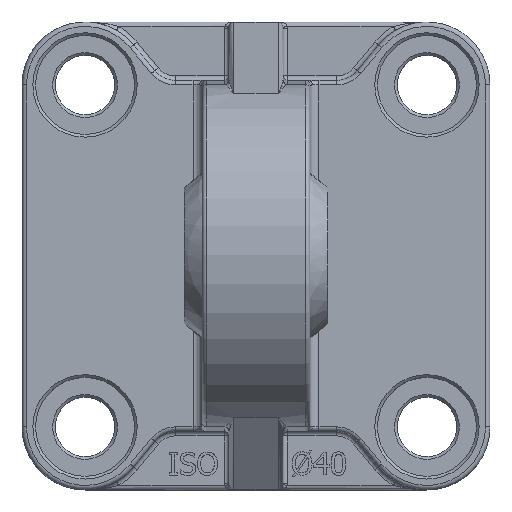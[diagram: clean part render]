
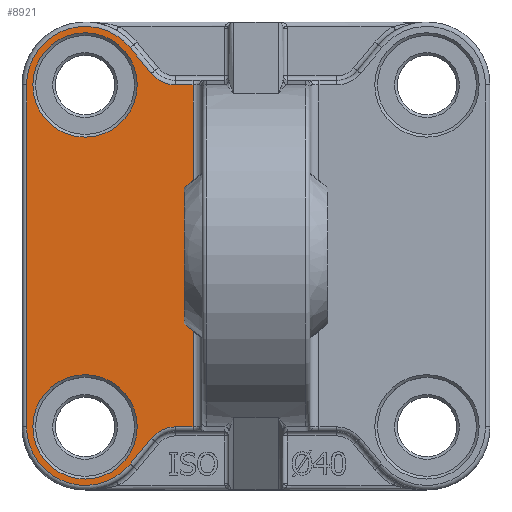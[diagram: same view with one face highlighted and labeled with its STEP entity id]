
A CAD part, top view. The second image highlights one B-rep face of the part: STEP entity #8921.
In plain terms, the highlighted planar face has unit normal (0, 0, 1).
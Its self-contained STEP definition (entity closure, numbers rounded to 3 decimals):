
#1609=CARTESIAN_POINT('',(-7.,19.0,9.0));
#1610=VERTEX_POINT('',#1609);
#1618=CARTESIAN_POINT('',(-7.,-19.0,9.0));
#1619=VERTEX_POINT('',#1618);
#1620=CARTESIAN_POINT('',(-7.,19.0,9.0));
#1621=DIRECTION('',(0.0,-1.0,0.0));
#1622=VECTOR('',#1621,38.0);
#1623=LINE('',#1620,#1622);
#1624=EDGE_CURVE('',#1610,#1619,#1623,.T.);
#5388=CARTESIAN_POINT('',(-8.932,19.0,9.0));
#5389=VERTEX_POINT('',#5388);
#5397=CARTESIAN_POINT('',(-8.932,19.0,9.0));
#5398=DIRECTION('',(1.0,0.0,0.0));
#5399=VECTOR('',#5398,1.932);
#5400=LINE('',#5397,#5399);
#5401=EDGE_CURVE('',#5389,#1610,#5400,.T.);
#5413=CARTESIAN_POINT('',(-11.636,20.278,9.0));
#5414=VERTEX_POINT('',#5413);
#5422=CARTESIAN_POINT('',(-8.932,22.5,9.0));
#5423=DIRECTION('',(0.0,0.0,1.0));
#5424=DIRECTION('',(-0.427,-0.904,0.0));
#5425=AXIS2_PLACEMENT_3D('',#5422,#5423,#5424);
#5426=CIRCLE('',#5425,3.5);
#5427=EDGE_CURVE('',#5414,#5389,#5426,.T.);
#5447=CARTESIAN_POINT('',(-13.978,23.127,9.0));
#5448=VERTEX_POINT('',#5447);
#5456=CARTESIAN_POINT('',(-13.978,23.127,9.0));
#5457=DIRECTION('',(0.635,-0.773,0.0));
#5458=VECTOR('',#5457,3.689);
#5459=LINE('',#5456,#5458);
#5460=EDGE_CURVE('',#5448,#5414,#5459,.T.);
#5479=CARTESIAN_POINT('',(-25.5,19.0,9.0));
#5480=VERTEX_POINT('',#5479);
#5488=CARTESIAN_POINT('',(-19.,19.0,9.0));
#5489=DIRECTION('',(0.0,0.0,-1.0));
#5490=DIRECTION('',(-0.337,0.941,0.0));
#5491=AXIS2_PLACEMENT_3D('',#5488,#5489,#5490);
#5492=CIRCLE('',#5491,6.5);
#5493=EDGE_CURVE('',#5480,#5448,#5492,.T.);
#5511=CARTESIAN_POINT('',(-25.5,-19.0,9.0));
#5512=VERTEX_POINT('',#5511);
#5520=CARTESIAN_POINT('',(-25.5,-19.0,9.0));
#5521=DIRECTION('',(0.0,1.0,0.0));
#5522=VECTOR('',#5521,38.0);
#5523=LINE('',#5520,#5522);
#5524=EDGE_CURVE('',#5512,#5480,#5523,.T.);
#5541=CARTESIAN_POINT('',(-13.978,-23.127,9.0));
#5542=VERTEX_POINT('',#5541);
#5550=CARTESIAN_POINT('',(-19.,-19.0,9.0));
#5551=DIRECTION('',(0.0,0.0,-1.0));
#5552=DIRECTION('',(-0.337,-0.941,0.0));
#5553=AXIS2_PLACEMENT_3D('',#5550,#5551,#5552);
#5554=CIRCLE('',#5553,6.5);
#5555=EDGE_CURVE('',#5542,#5512,#5554,.T.);
#5567=CARTESIAN_POINT('',(-11.636,-20.278,9.0));
#5568=VERTEX_POINT('',#5567);
#5576=CARTESIAN_POINT('',(-11.636,-20.278,9.0));
#5577=DIRECTION('',(-0.635,-0.773,0.0));
#5578=VECTOR('',#5577,3.689);
#5579=LINE('',#5576,#5578);
#5580=EDGE_CURVE('',#5568,#5542,#5579,.T.);
#5592=CARTESIAN_POINT('',(-8.932,-19.0,9.0));
#5593=VERTEX_POINT('',#5592);
#5601=CARTESIAN_POINT('',(-8.932,-22.5,9.0));
#5602=DIRECTION('',(0.0,0.0,1.0));
#5603=DIRECTION('',(-0.427,0.904,0.0));
#5604=AXIS2_PLACEMENT_3D('',#5601,#5602,#5603);
#5605=CIRCLE('',#5604,3.5);
#5606=EDGE_CURVE('',#5593,#5568,#5605,.T.);
#5625=CARTESIAN_POINT('',(-7.,-19.0,9.0));
#5626=DIRECTION('',(-1.0,0.0,0.0));
#5627=VECTOR('',#5626,1.932);
#5628=LINE('',#5625,#5627);
#5629=EDGE_CURVE('',#1619,#5593,#5628,.T.);
#8882=CARTESIAN_POINT('',(0.0,0.,9.0));
#8883=DIRECTION('',(0.0,0.0,1.0));
#8884=DIRECTION('',(1.0,0.0,0.0));
#8885=AXIS2_PLACEMENT_3D('',#8882,#8883,#8884);
#8886=PLANE('',#8885);
#8887=ORIENTED_EDGE('',*,*,#5629,.F.);
#8888=ORIENTED_EDGE('',*,*,#1624,.F.);
#8889=ORIENTED_EDGE('',*,*,#5401,.F.);
#8890=ORIENTED_EDGE('',*,*,#5427,.F.);
#8891=ORIENTED_EDGE('',*,*,#5460,.F.);
#8892=ORIENTED_EDGE('',*,*,#5493,.F.);
#8893=ORIENTED_EDGE('',*,*,#5524,.F.);
#8894=ORIENTED_EDGE('',*,*,#5555,.F.);
#8895=ORIENTED_EDGE('',*,*,#5580,.F.);
#8896=ORIENTED_EDGE('',*,*,#5606,.F.);
#8897=EDGE_LOOP('',(#8887,#8888,#8889,#8890,#8891,#8892,#8893,#8894,#8895,#8896));
#8898=FACE_OUTER_BOUND('',#8897,.T.);
#8899=CARTESIAN_POINT('',(-13.2,-19.0,9.0));
#8900=VERTEX_POINT('',#8899);
#8901=CARTESIAN_POINT('',(-19.0,-19.0,9.0));
#8902=DIRECTION('',(0.0,0.0,1.0));
#8903=DIRECTION('',(-1.0,0.0,0.0));
#8904=AXIS2_PLACEMENT_3D('',#8901,#8902,#8903);
#8905=CIRCLE('',#8904,5.8);
#8906=EDGE_CURVE('',#8900,#8900,#8905,.T.);
#8907=ORIENTED_EDGE('',*,*,#8906,.F.);
#8908=EDGE_LOOP('',(#8907));
#8909=FACE_BOUND('',#8908,.T.);
#8910=CARTESIAN_POINT('',(-13.2,19.0,9.0));
#8911=VERTEX_POINT('',#8910);
#8912=CARTESIAN_POINT('',(-19.0,19.0,9.0));
#8913=DIRECTION('',(0.0,0.0,1.0));
#8914=DIRECTION('',(-1.0,0.0,0.0));
#8915=AXIS2_PLACEMENT_3D('',#8912,#8913,#8914);
#8916=CIRCLE('',#8915,5.8);
#8917=EDGE_CURVE('',#8911,#8911,#8916,.T.);
#8918=ORIENTED_EDGE('',*,*,#8917,.F.);
#8919=EDGE_LOOP('',(#8918));
#8920=FACE_BOUND('',#8919,.T.);
#8921=ADVANCED_FACE('',(#8898,#8909,#8920),#8886,.T.);
